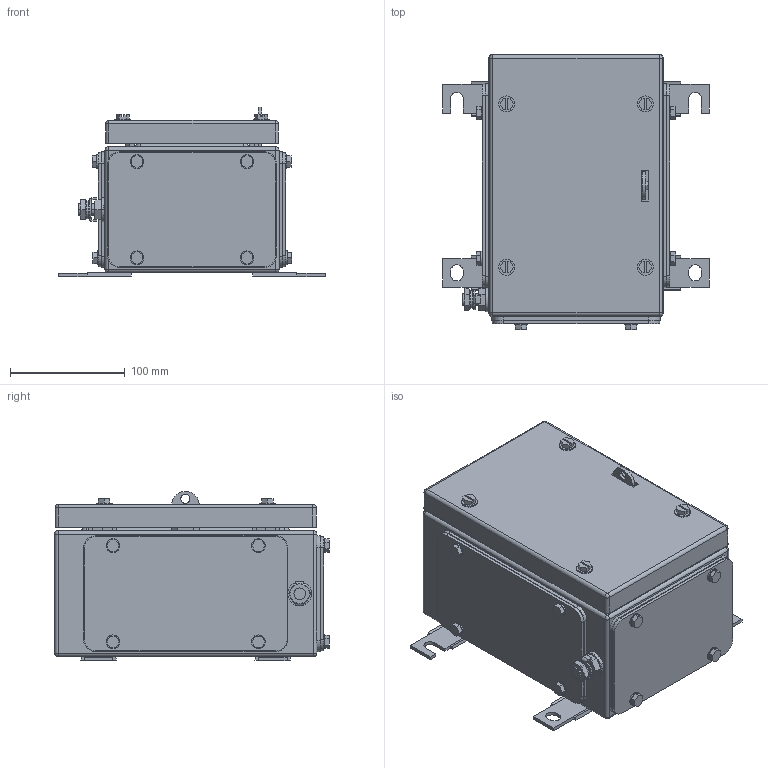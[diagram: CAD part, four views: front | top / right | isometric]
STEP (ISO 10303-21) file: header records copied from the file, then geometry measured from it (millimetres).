
FILE_DESCRIPTION(('CATIA V5 STEP Exchange','CAx-IF Rec.Pracs.--- Model Styling and Organization---1.4--- 2014-01-23'),'2;1');
FILE_NAME ('008497-9_2', '2019-06-28T05:40:29+00:00', ('none'), ('Weidmueller'), 'CATIA Version 5-6 Release 2016 SP3 HF44', 'CATIA V5 STEP AP214', 'none');
FILE_SCHEMA(('AUTOMOTIVE_DESIGN { 1 0 10303 214 1 1 1 1 }'));
Length unit declared in the file: millimetre
Products named in the file (1): 1194580000
Bounding box: 233 x 240 x 147.9 mm (x, y, z)
Volume: 577507.1 mm3; surface area: 580881.2 mm2
Topology: 68 solids, 68 shells, 1515 faces, 3640 edges, 2298 vertices
Faces by surface type: plane 754, cylinder 585, cone 132, sphere 24, torus 20
Entity records: 41502 total; most frequent: CARTESIAN_POINT 8283, ORIENTED_EDGE 7168, DIRECTION 5659, EDGE_CURVE 3584, AXIS2_PLACEMENT_3D 2312, VERTEX_POINT 2298, VECTOR 2224, LINE 2224
